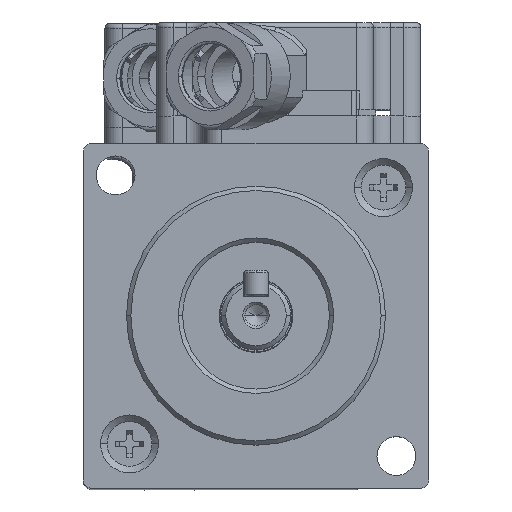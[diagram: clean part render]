
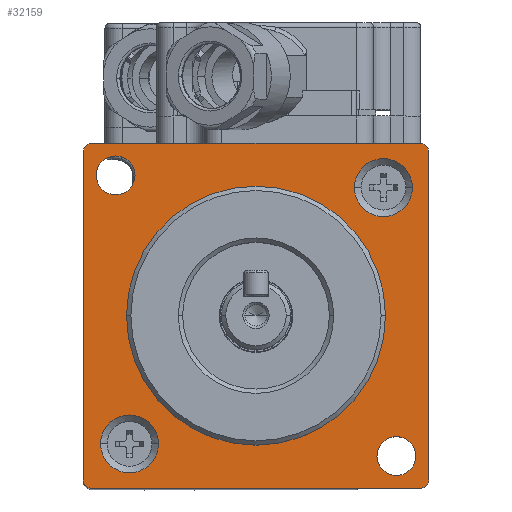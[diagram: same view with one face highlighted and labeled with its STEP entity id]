
A CAD part, top view. The second image highlights one B-rep face of the part: STEP entity #32159.
In plain terms, the highlighted planar face has unit normal (0, 0, 1).
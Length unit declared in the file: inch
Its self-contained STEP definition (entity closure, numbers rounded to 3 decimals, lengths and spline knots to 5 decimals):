
#31582=DIRECTION('',(-1.,0.,0.));
#31583=VECTOR('',#31582,1.49606);
#31584=CARTESIAN_POINT('',(0.74803,0.7874,
0.19685));
#31585=LINE('',#31584,#31583);
#31594=DIRECTION('',(0.,1.,0.));
#31595=VECTOR('',#31594,1.49606);
#31596=CARTESIAN_POINT('',(0.7874,-0.74803,
0.19685));
#31597=LINE('',#31596,#31595);
#31606=DIRECTION('',(1.,0.,0.));
#31607=VECTOR('',#31606,1.49606);
#31608=CARTESIAN_POINT('',(-0.74803,-0.7874,
0.19685));
#31609=LINE('',#31608,#31607);
#31618=DIRECTION('',(0.,-1.,0.));
#31619=VECTOR('',#31618,1.49606);
#31620=CARTESIAN_POINT('',(-0.7874,0.74803,
0.19685));
#31621=LINE('',#31620,#31619);
#31622=CARTESIAN_POINT('',(-0.74803,0.74803,
0.19685));
#31623=DIRECTION('',(0.,0.,-1.));
#31624=DIRECTION('',(-1.,0.,0.));
#31625=AXIS2_PLACEMENT_3D('',#31622,#31623,#31624);
#31627=CARTESIAN_POINT('',(0.74803,0.74803,
0.19685));
#31628=DIRECTION('',(0.,0.,-1.));
#31629=DIRECTION('',(0.,1.,0.));
#31630=AXIS2_PLACEMENT_3D('',#31627,#31628,#31629);
#31632=CARTESIAN_POINT('',(0.74803,-0.74803,
0.19685));
#31633=DIRECTION('',(0.,0.,-1.));
#31634=DIRECTION('',(1.,0.,0.));
#31635=AXIS2_PLACEMENT_3D('',#31632,#31633,#31634);
#31637=CARTESIAN_POINT('',(-0.74803,-0.74803,
0.19685));
#31638=DIRECTION('',(0.,0.,-1.));
#31639=DIRECTION('',(0.,-1.,0.));
#31640=AXIS2_PLACEMENT_3D('',#31637,#31638,#31639);
#31642=CARTESIAN_POINT('',(-0.57686,-0.58452,
0.19685));
#31643=DIRECTION('',(0.,0.,1.));
#31644=DIRECTION('',(1.,0.,0.));
#31645=AXIS2_PLACEMENT_3D('',#31642,#31643,#31644);
#31647=CARTESIAN_POINT('',(-0.57686,-0.58452,
0.19685));
#31648=DIRECTION('',(0.,0.,1.));
#31649=DIRECTION('',(-1.,0.,0.));
#31650=AXIS2_PLACEMENT_3D('',#31647,#31648,#31649);
#31652=CARTESIAN_POINT('',(0.58124,0.58452,
0.19685));
#31653=DIRECTION('',(0.,0.,1.));
#31654=DIRECTION('',(1.,0.,0.));
#31655=AXIS2_PLACEMENT_3D('',#31652,#31653,#31654);
#31657=CARTESIAN_POINT('',(0.58124,0.58452,
0.19685));
#31658=DIRECTION('',(0.,0.,1.));
#31659=DIRECTION('',(-1.,0.,0.));
#31660=AXIS2_PLACEMENT_3D('',#31657,#31658,#31659);
#31662=CARTESIAN_POINT('',(-0.64029,0.64029,
0.19685));
#31663=DIRECTION('',(0.,0.,1.));
#31664=DIRECTION('',(1.,0.,0.));
#31665=AXIS2_PLACEMENT_3D('',#31662,#31663,#31664);
#31667=CARTESIAN_POINT('',(-0.64029,0.64029,
0.19685));
#31668=DIRECTION('',(0.,0.,1.));
#31669=DIRECTION('',(-1.,0.,0.));
#31670=AXIS2_PLACEMENT_3D('',#31667,#31668,#31669);
#31672=CARTESIAN_POINT('',(0.64029,-0.64029,
0.19685));
#31673=DIRECTION('',(0.,0.,1.));
#31674=DIRECTION('',(1.,0.,0.));
#31675=AXIS2_PLACEMENT_3D('',#31672,#31673,#31674);
#31677=CARTESIAN_POINT('',(0.64029,-0.64029,
0.19685));
#31678=DIRECTION('',(0.,0.,1.));
#31679=DIRECTION('',(-1.,0.,0.));
#31680=AXIS2_PLACEMENT_3D('',#31677,#31678,#31679);
#31682=CARTESIAN_POINT('',(0.,0.,0.19685));
#31683=DIRECTION('',(0.,0.,1.));
#31684=DIRECTION('',(-1.,0.,0.));
#31685=AXIS2_PLACEMENT_3D('',#31682,#31683,#31684);
#31687=CARTESIAN_POINT('',(0.,0.,0.19685));
#31688=DIRECTION('',(0.,0.,1.));
#31689=DIRECTION('',(1.,0.,0.));
#31690=AXIS2_PLACEMENT_3D('',#31687,#31688,#31689);
#31833=CARTESIAN_POINT('',(0.71313,0.58452,
0.19685));
#31834=VERTEX_POINT('',#31833);
#31835=CARTESIAN_POINT('',(0.44935,0.58452,
0.19685));
#31836=VERTEX_POINT('',#31835);
#31869=CARTESIAN_POINT('',(-0.74803,0.7874,
0.19685));
#31870=VERTEX_POINT('',#31869);
#31871=CARTESIAN_POINT('',(-0.7874,0.74803,
0.19685));
#31872=VERTEX_POINT('',#31871);
#31873=CARTESIAN_POINT('',(0.74803,0.7874,
0.19685));
#31874=VERTEX_POINT('',#31873);
#31875=CARTESIAN_POINT('',(0.7874,0.74803,
0.19685));
#31876=VERTEX_POINT('',#31875);
#31877=CARTESIAN_POINT('',(0.7874,-0.74803,
0.19685));
#31878=VERTEX_POINT('',#31877);
#31879=CARTESIAN_POINT('',(0.74803,-0.7874,
0.19685));
#31880=VERTEX_POINT('',#31879);
#31881=CARTESIAN_POINT('',(-0.74803,-0.7874,
0.19685));
#31882=VERTEX_POINT('',#31881);
#31883=CARTESIAN_POINT('',(-0.7874,-0.74803,
0.19685));
#31884=VERTEX_POINT('',#31883);
#31885=CARTESIAN_POINT('',(-0.44497,-0.58452,
0.19685));
#31886=CARTESIAN_POINT('',(-0.70875,-0.58452,
0.19685));
#31887=VERTEX_POINT('',#31885);
#31888=VERTEX_POINT('',#31886);
#31889=CARTESIAN_POINT('',(-0.55171,0.64029,
0.19685));
#31890=CARTESIAN_POINT('',(-0.72888,0.64029,
0.19685));
#31891=VERTEX_POINT('',#31889);
#31892=VERTEX_POINT('',#31890);
#31893=CARTESIAN_POINT('',(0.72888,-0.64029,
0.19685));
#31894=CARTESIAN_POINT('',(0.55171,-0.64029,
0.19685));
#31895=VERTEX_POINT('',#31893);
#31896=VERTEX_POINT('',#31894);
#31897=CARTESIAN_POINT('',(-0.59055,0.,0.19685));
#31898=CARTESIAN_POINT('',(0.59055,0.,0.19685));
#31899=VERTEX_POINT('',#31897);
#31900=VERTEX_POINT('',#31898);
#32115=CARTESIAN_POINT('',(-0.74803,0.74803,
0.19685));
#32116=DIRECTION('',(0.,0.,1.));
#32117=DIRECTION('',(1.,0.,0.));
#32118=AXIS2_PLACEMENT_3D('',#32115,#32116,#32117);
#32119=PLANE('',#32118);
#32120=ORIENTED_EDGE('',*,*,#32011,.T.);
#32121=ORIENTED_EDGE('',*,*,#32026,.F.);
#32122=ORIENTED_EDGE('',*,*,#32040,.T.);
#32123=ORIENTED_EDGE('',*,*,#32054,.F.);
#32124=ORIENTED_EDGE('',*,*,#32068,.T.);
#32125=ORIENTED_EDGE('',*,*,#32082,.F.);
#32126=ORIENTED_EDGE('',*,*,#32096,.T.);
#32127=ORIENTED_EDGE('',*,*,#32109,.F.);
#32128=EDGE_LOOP('',(#32120,#32121,#32122,#32123,#32124,#32125,#32126,#32127));
#32129=FACE_OUTER_BOUND('',#32128,.F.);
#32131=ORIENTED_EDGE('',*,*,#32130,.T.);
#32133=ORIENTED_EDGE('',*,*,#32132,.T.);
#32134=EDGE_LOOP('',(#32131,#32133));
#32135=FACE_BOUND('',#32134,.F.);
#32137=ORIENTED_EDGE('',*,*,#32136,.T.);
#32138=ORIENTED_EDGE('',*,*,#31934,.T.);
#32139=EDGE_LOOP('',(#32137,#32138));
#32140=FACE_BOUND('',#32139,.F.);
#32142=ORIENTED_EDGE('',*,*,#32141,.T.);
#32144=ORIENTED_EDGE('',*,*,#32143,.T.);
#32145=EDGE_LOOP('',(#32142,#32144));
#32146=FACE_BOUND('',#32145,.F.);
#32148=ORIENTED_EDGE('',*,*,#32147,.T.);
#32150=ORIENTED_EDGE('',*,*,#32149,.T.);
#32151=EDGE_LOOP('',(#32148,#32150));
#32152=FACE_BOUND('',#32151,.F.);
#32154=ORIENTED_EDGE('',*,*,#32153,.T.);
#32156=ORIENTED_EDGE('',*,*,#32155,.T.);
#32157=EDGE_LOOP('',(#32154,#32156));
#32158=FACE_BOUND('',#32157,.F.);
#32159=ADVANCED_FACE('',(#32129,#32135,#32140,#32146,#32152,#32158),#32119,.T.);
#31626=CIRCLE('',#31625,0.03937);
#31631=CIRCLE('',#31630,0.03937);
#31636=CIRCLE('',#31635,0.03937);
#31641=CIRCLE('',#31640,0.03937);
#31646=CIRCLE('',#31645,0.13189);
#31651=CIRCLE('',#31650,0.13189);
#31656=CIRCLE('',#31655,0.13189);
#31661=CIRCLE('',#31660,0.13189);
#31666=CIRCLE('',#31665,0.08858);
#31671=CIRCLE('',#31670,0.08858);
#31676=CIRCLE('',#31675,0.08858);
#31681=CIRCLE('',#31680,0.08858);
#31686=CIRCLE('',#31685,0.59055);
#31691=CIRCLE('',#31690,0.59055);
#31934=EDGE_CURVE('',#31836,#31834,#31661,.T.);
#32011=EDGE_CURVE('',#31872,#31870,#31626,.T.);
#32026=EDGE_CURVE('',#31874,#31870,#31585,.T.);
#32040=EDGE_CURVE('',#31874,#31876,#31631,.T.);
#32054=EDGE_CURVE('',#31878,#31876,#31597,.T.);
#32068=EDGE_CURVE('',#31878,#31880,#31636,.T.);
#32082=EDGE_CURVE('',#31882,#31880,#31609,.T.);
#32096=EDGE_CURVE('',#31882,#31884,#31641,.T.);
#32109=EDGE_CURVE('',#31872,#31884,#31621,.T.);
#32130=EDGE_CURVE('',#31887,#31888,#31646,.T.);
#32132=EDGE_CURVE('',#31888,#31887,#31651,.T.);
#32136=EDGE_CURVE('',#31834,#31836,#31656,.T.);
#32141=EDGE_CURVE('',#31891,#31892,#31666,.T.);
#32143=EDGE_CURVE('',#31892,#31891,#31671,.T.);
#32147=EDGE_CURVE('',#31895,#31896,#31676,.T.);
#32149=EDGE_CURVE('',#31896,#31895,#31681,.T.);
#32153=EDGE_CURVE('',#31899,#31900,#31686,.T.);
#32155=EDGE_CURVE('',#31900,#31899,#31691,.T.);
